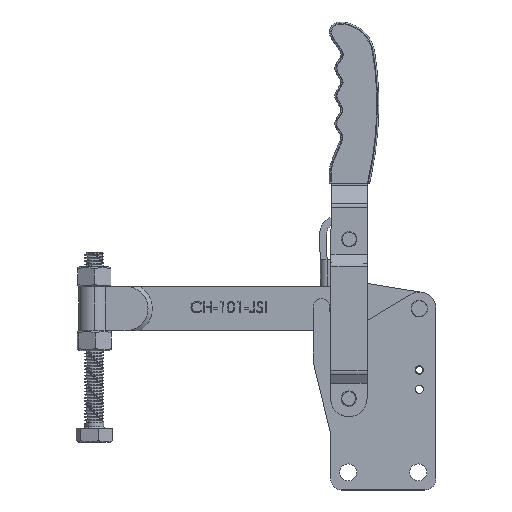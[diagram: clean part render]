
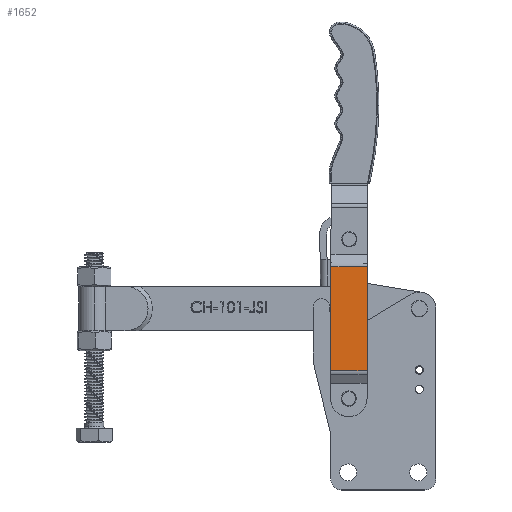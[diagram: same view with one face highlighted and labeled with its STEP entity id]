
A CAD part, top view. The second image highlights one B-rep face of the part: STEP entity #1652.
In plain terms, the highlighted face is planar.
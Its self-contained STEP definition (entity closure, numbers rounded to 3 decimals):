
#904 = VERTEX_POINT ( 'NONE', #5488 ) ;
#906 = EDGE_CURVE ( 'NONE', #904, #907, #5487, .T. ) ;
#907 = VERTEX_POINT ( 'NONE', #5483 ) ;
#1142 = VERTEX_POINT ( 'NONE', #5875 ) ;
#1169 = VERTEX_POINT ( 'NONE', #5890 ) ;
#1171 = EDGE_CURVE ( 'NONE', #1169, #1142, #5889, .T. ) ;
#1652 = ADVANCED_FACE ( 'NONE', ( #6754 ), #6753, .F. ) ;
#1653 = EDGE_LOOP ( 'NONE', ( #1711, #1713, #1714, #1715 ) ) ;
#1711 = ORIENTED_EDGE ( 'NONE', *, *, #1712, .T. ) ;
#1712 = EDGE_CURVE ( 'NONE', #1169, #907, #6853, .T. ) ;
#1713 = ORIENTED_EDGE ( 'NONE', *, *, #906, .F. ) ;
#1714 = ORIENTED_EDGE ( 'NONE', *, *, #1729, .F. ) ;
#1715 = ORIENTED_EDGE ( 'NONE', *, *, #1171, .F. ) ;
#1729 = EDGE_CURVE ( 'NONE', #1142, #904, #6895, .T. ) ;
#5483 = CARTESIAN_POINT ( 'NONE',  ( -108.4, -30.002, 0. ) ) ;
#5484 = DIRECTION ( 'NONE',  ( -1., 0., 0. ) ) ;
#5485 = VECTOR ( 'NONE', #5484, 1000. ) ;
#5486 = CARTESIAN_POINT ( 'NONE',  ( -33.2, -30.002, 0. ) ) ;
#5487 = LINE ( 'NONE', #5486, #5485 ) ;
#5488 = CARTESIAN_POINT ( 'NONE',  ( -33.2, -30.002, 0. ) ) ;
#5875 = CARTESIAN_POINT ( 'NONE',  ( -33.2, -30.002, 26.4 ) ) ;
#5886 = DIRECTION ( 'NONE',  ( 1., 0., 0. ) ) ;
#5887 = VECTOR ( 'NONE', #5886, 1000. ) ;
#5888 = CARTESIAN_POINT ( 'NONE',  ( -33.2, -30.002, 26.4 ) ) ;
#5889 = LINE ( 'NONE', #5888, #5887 ) ;
#5890 = CARTESIAN_POINT ( 'NONE',  ( -108.4, -30.002, 26.4 ) ) ;
#6748 = DIRECTION ( 'NONE',  ( 0., 0., -1. ) ) ;
#6749 = DIRECTION ( 'NONE',  ( 0., 1., 0. ) ) ;
#6750 = AXIS2_PLACEMENT_3D ( 'NONE', #6752, #6749, #6748 ) ;
#6752 = CARTESIAN_POINT ( 'NONE',  ( -33.2, -30.002, 35. ) ) ;
#6753 = PLANE ( 'NONE',  #6750 ) ;
#6754 = FACE_OUTER_BOUND ( 'NONE', #1653, .T. ) ;
#6850 = DIRECTION ( 'NONE',  ( 0., 0., -1. ) ) ;
#6851 = VECTOR ( 'NONE', #6850, 1000. ) ;
#6852 = CARTESIAN_POINT ( 'NONE',  ( -108.4, -30.002, 35. ) ) ;
#6853 = LINE ( 'NONE', #6852, #6851 ) ;
#6892 = DIRECTION ( 'NONE',  ( 0., 0., -1. ) ) ;
#6893 = VECTOR ( 'NONE', #6892, 1000. ) ;
#6894 = CARTESIAN_POINT ( 'NONE',  ( -33.2, -30.002, 35. ) ) ;
#6895 = LINE ( 'NONE', #6894, #6893 ) ;
